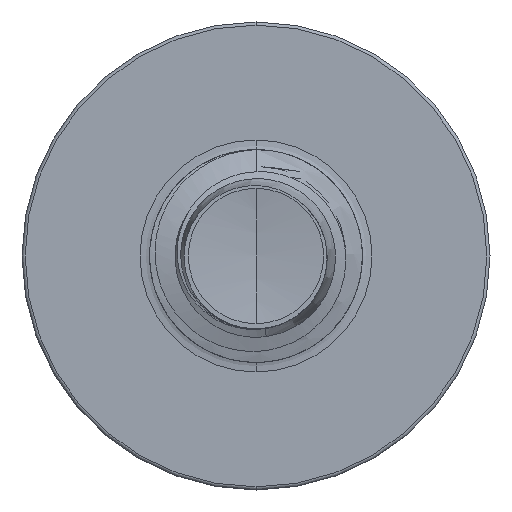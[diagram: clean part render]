
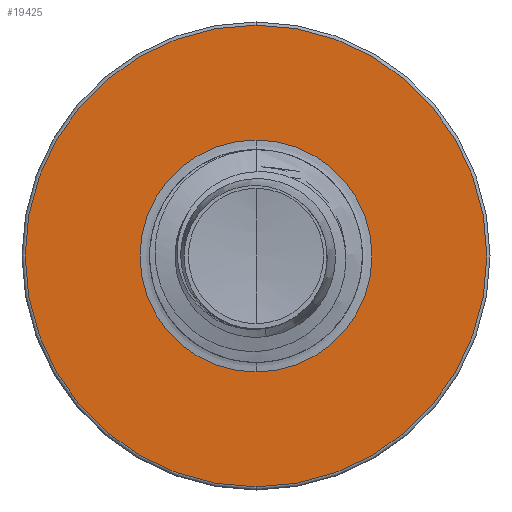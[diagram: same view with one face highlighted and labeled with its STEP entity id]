
A CAD part, front view. The second image highlights one B-rep face of the part: STEP entity #19425.
In plain terms, the highlighted planar face has unit normal (0, -1, 0).
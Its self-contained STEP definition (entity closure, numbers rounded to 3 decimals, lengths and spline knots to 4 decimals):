
#398 = DIRECTION ( 'NONE',  ( 0., 0., 1. ) ) ;
#456 = DIRECTION ( 'NONE',  ( 0., 1., 0. ) ) ;
#517 = CARTESIAN_POINT ( 'NONE',  ( 0., 12.5, 0. ) ) ;
#1726 = CIRCLE ( 'NONE', #3019, 1.3632 ) ;
#2361 = CARTESIAN_POINT ( 'NONE',  ( 0., 12.5, 1.3632 ) ) ;
#2918 = AXIS2_PLACEMENT_3D ( 'NONE', #17029, #32948, #20313 ) ;
#3019 = AXIS2_PLACEMENT_3D ( 'NONE', #27772, #9515, #29565 ) ;
#9515 = DIRECTION ( 'NONE',  ( 0., 1., 0. ) ) ;
#11741 = FACE_BOUND ( 'NONE', #20497, .T. ) ;
#12822 = DIRECTION ( 'NONE',  ( 0., 0., 1. ) ) ;
#13044 = CARTESIAN_POINT ( 'NONE',  ( 0., 12.5, 0. ) ) ;
#13245 = DIRECTION ( 'NONE',  ( 0., 1., 0. ) ) ;
#13413 = AXIS2_PLACEMENT_3D ( 'NONE', #517, #456, #398 ) ;
#16302 = AXIS2_PLACEMENT_3D ( 'NONE', #13044, #13245, #12822 ) ;
#16342 = CIRCLE ( 'NONE', #16302, 2.7125 ) ;
#16903 = VERTEX_POINT ( 'NONE', #31853 ) ;
#17029 = CARTESIAN_POINT ( 'NONE',  ( 0., 12.5, 0. ) ) ;
#18054 = FACE_OUTER_BOUND ( 'NONE', #31885, .T. ) ;
#19425 = ADVANCED_FACE ( 'NONE', ( #18054, #11741 ), #27480, .F. ) ;
#20313 = DIRECTION ( 'NONE',  ( 0., 0., 1. ) ) ;
#20497 = EDGE_LOOP ( 'NONE', ( #28021, #22773 ) ) ;
#20733 = AXIS2_PLACEMENT_3D ( 'NONE', #27583, #27780, #27460 ) ;
#21295 = CIRCLE ( 'NONE', #13413, 1.3632 ) ;
#22773 = ORIENTED_EDGE ( 'NONE', *, *, #27874, .T. ) ;
#22919 = CARTESIAN_POINT ( 'NONE',  ( 0., 12.5, -1.3632 ) ) ;
#26230 = ORIENTED_EDGE ( 'NONE', *, *, #26771, .F. ) ;
#26653 = VERTEX_POINT ( 'NONE', #22919 ) ;
#26771 = EDGE_CURVE ( 'NONE', #29883, #16903, #16342, .T. ) ;
#27460 = DIRECTION ( 'NONE',  ( 0., 0., 1. ) ) ;
#27470 = CIRCLE ( 'NONE', #2918, 2.7125 ) ;
#27480 = PLANE ( 'NONE',  #20733 ) ;
#27583 = CARTESIAN_POINT ( 'NONE',  ( 0., 12.5, -1.3632 ) ) ;
#27772 = CARTESIAN_POINT ( 'NONE',  ( 0., 12.5, 0. ) ) ;
#27780 = DIRECTION ( 'NONE',  ( 0., 1., 0. ) ) ;
#27874 = EDGE_CURVE ( 'NONE', #26653, #34966, #21295, .T. ) ;
#28021 = ORIENTED_EDGE ( 'NONE', *, *, #31226, .T. ) ;
#29565 = DIRECTION ( 'NONE',  ( 0., 0., 1. ) ) ;
#29883 = VERTEX_POINT ( 'NONE', #33997 ) ;
#31226 = EDGE_CURVE ( 'NONE', #34966, #26653, #1726, .T. ) ;
#31230 = EDGE_CURVE ( 'NONE', #16903, #29883, #27470, .T. ) ;
#31320 = ORIENTED_EDGE ( 'NONE', *, *, #31230, .F. ) ;
#31853 = CARTESIAN_POINT ( 'NONE',  ( 0., 12.5, -2.7125 ) ) ;
#31885 = EDGE_LOOP ( 'NONE', ( #26230, #31320 ) ) ;
#32948 = DIRECTION ( 'NONE',  ( 0., 1., 0. ) ) ;
#33997 = CARTESIAN_POINT ( 'NONE',  ( 0., 12.5, 2.7125 ) ) ;
#34966 = VERTEX_POINT ( 'NONE', #2361 ) ;
